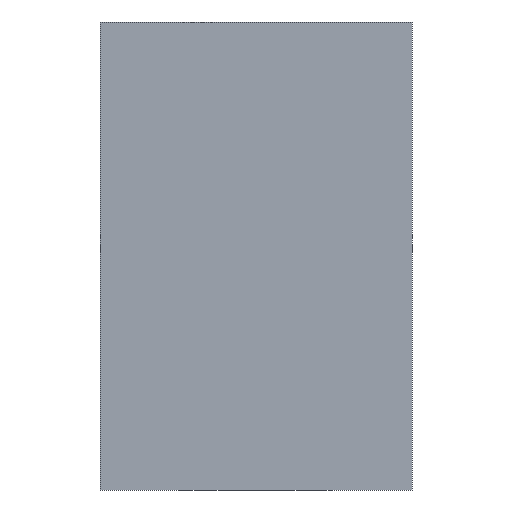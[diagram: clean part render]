
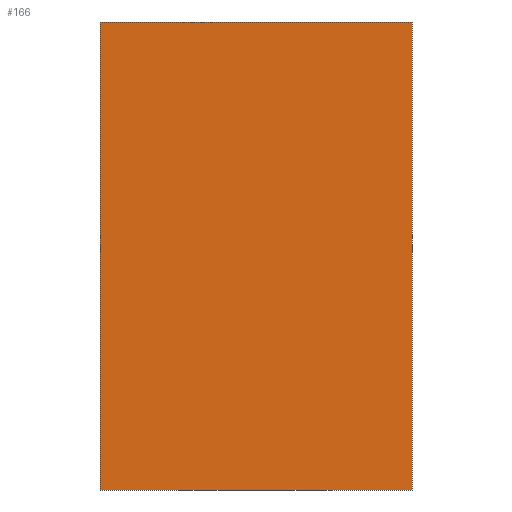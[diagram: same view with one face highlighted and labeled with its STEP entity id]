
A CAD part, front view. The second image highlights one B-rep face of the part: STEP entity #166.
In plain terms, the highlighted planar face has unit normal (0, -1, 0).
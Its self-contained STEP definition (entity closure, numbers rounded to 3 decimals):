
#19=PLANE('',#192);
#28=FACE_OUTER_BOUND('',#38,.T.);
#38=EDGE_LOOP('',(#131,#132,#133,#134));
#52=LINE('',#269,#69);
#53=LINE('',#272,#70);
#54=LINE('',#274,#71);
#55=LINE('',#275,#72);
#69=VECTOR('',#221,10.);
#70=VECTOR('',#224,10.);
#71=VECTOR('',#225,10.);
#72=VECTOR('',#226,10.);
#89=VERTEX_POINT('',#265);
#90=VERTEX_POINT('',#267);
#91=VERTEX_POINT('',#271);
#92=VERTEX_POINT('',#273);
#106=EDGE_CURVE('',#89,#90,#52,.T.);
#107=EDGE_CURVE('',#89,#91,#53,.T.);
#108=EDGE_CURVE('',#92,#90,#54,.T.);
#109=EDGE_CURVE('',#91,#92,#55,.T.);
#131=ORIENTED_EDGE('',*,*,#107,.F.);
#132=ORIENTED_EDGE('',*,*,#106,.T.);
#133=ORIENTED_EDGE('',*,*,#108,.F.);
#134=ORIENTED_EDGE('',*,*,#109,.F.);
#166=ADVANCED_FACE('',(#28),#19,.T.);
#192=AXIS2_PLACEMENT_3D('',#270,#222,#223);
#221=DIRECTION('',(0.,0.,1.));
#222=DIRECTION('center_axis',(0.,-1.,0.));
#223=DIRECTION('ref_axis',(1.,0.,0.));
#224=DIRECTION('',(-1.,0.,0.));
#225=DIRECTION('',(1.,0.,0.));
#226=DIRECTION('',(0.,0.,1.));
#265=CARTESIAN_POINT('',(0.,0.,0.));
#267=CARTESIAN_POINT('',(0.,0.,15.));
#269=CARTESIAN_POINT('',(0.,0.,0.));
#270=CARTESIAN_POINT('Origin',(-10.,0.,0.));
#271=CARTESIAN_POINT('',(-10.,0.,0.));
#272=CARTESIAN_POINT('',(0.,0.,0.));
#273=CARTESIAN_POINT('',(-10.,0.,15.));
#274=CARTESIAN_POINT('',(0.,0.,15.));
#275=CARTESIAN_POINT('',(-10.,0.,0.));
